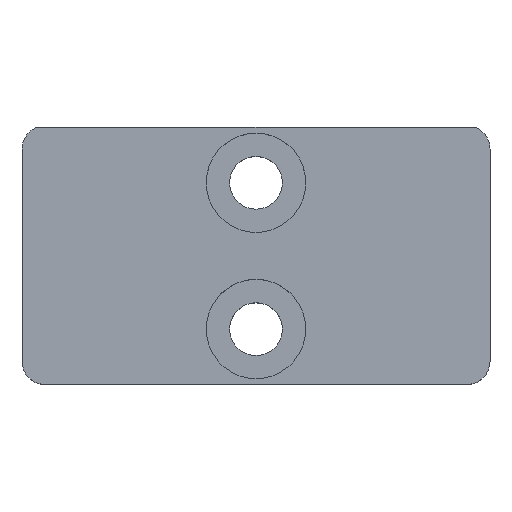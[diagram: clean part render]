
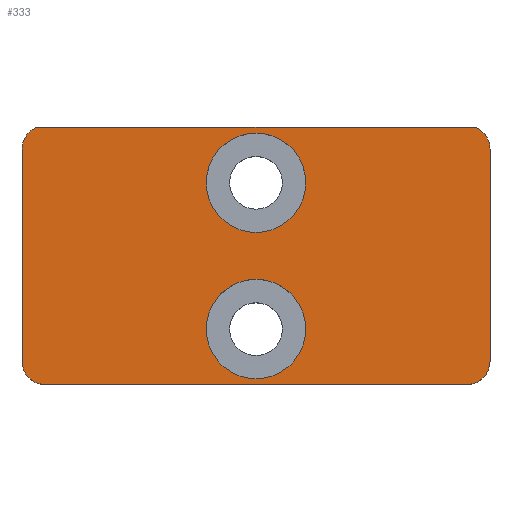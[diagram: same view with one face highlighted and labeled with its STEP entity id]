
A CAD part, top view. The second image highlights one B-rep face of the part: STEP entity #333.
In plain terms, the highlighted planar face has unit normal (0, 0, 1).
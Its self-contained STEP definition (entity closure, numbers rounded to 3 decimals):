
#40=FACE_BOUND('',#98,.T.);
#41=FACE_BOUND('',#99,.T.);
#45=ELLIPSE('',#349,2.02,2.);
#47=ELLIPSE('',#354,2.02,2.);
#55=PLANE('',#370);
#72=FACE_OUTER_BOUND('',#97,.T.);
#97=EDGE_LOOP('',(#296,#297,#298,#299,#300,#301,#302,#303));
#98=EDGE_LOOP('',(#304));
#99=EDGE_LOOP('',(#305));
#105=LINE('',#502,#136);
#113=LINE('',#533,#144);
#116=LINE('',#544,#147);
#117=LINE('',#564,#148);
#136=VECTOR('',#390,36.);
#144=VECTOR('',#420,37.466);
#147=VECTOR('',#435,18.121);
#148=VECTOR('',#462,18.121);
#163=CIRCLE('',#338,2.);
#168=CIRCLE('',#356,2.);
#170=CIRCLE('',#360,4.25);
#173=CIRCLE('',#365,4.25);
#179=VERTEX_POINT('',#489);
#180=VERTEX_POINT('',#490);
#184=VERTEX_POINT('',#500);
#192=VERTEX_POINT('',#520);
#194=VERTEX_POINT('',#524);
#196=VERTEX_POINT('',#532);
#197=VERTEX_POINT('',#536);
#198=VERTEX_POINT('',#540);
#200=VERTEX_POINT('',#548);
#203=VERTEX_POINT('',#556);
#205=EDGE_CURVE('',#179,#180,#163,.T.);
#211=EDGE_CURVE('',#184,#179,#105,.T.);
#223=EDGE_CURVE('',#194,#192,#45,.T.);
#226=EDGE_CURVE('',#196,#192,#113,.T.);
#228=EDGE_CURVE('',#196,#197,#47,.T.);
#231=EDGE_CURVE('',#198,#184,#168,.T.);
#232=EDGE_CURVE('',#180,#194,#116,.T.);
#234=EDGE_CURVE('',#200,#200,#170,.T.);
#237=EDGE_CURVE('',#203,#203,#173,.T.);
#239=EDGE_CURVE('',#197,#198,#117,.T.);
#296=ORIENTED_EDGE('',*,*,#205,.F.);
#297=ORIENTED_EDGE('',*,*,#211,.F.);
#298=ORIENTED_EDGE('',*,*,#231,.F.);
#299=ORIENTED_EDGE('',*,*,#239,.F.);
#300=ORIENTED_EDGE('',*,*,#228,.F.);
#301=ORIENTED_EDGE('',*,*,#226,.T.);
#302=ORIENTED_EDGE('',*,*,#223,.F.);
#303=ORIENTED_EDGE('',*,*,#232,.F.);
#304=ORIENTED_EDGE('',*,*,#234,.T.);
#305=ORIENTED_EDGE('',*,*,#237,.T.);
#333=ADVANCED_FACE('',(#72,#40,#41),#55,.T.);
#338=AXIS2_PLACEMENT_3D('',#491,#380,#381);
#349=AXIS2_PLACEMENT_3D('',#526,#412,#413);
#354=AXIS2_PLACEMENT_3D('',#537,#425,#426);
#356=AXIS2_PLACEMENT_3D('',#542,#431,#432);
#360=AXIS2_PLACEMENT_3D('',#549,#440,#441);
#365=AXIS2_PLACEMENT_3D('',#557,#450,#451);
#370=AXIS2_PLACEMENT_3D('',#563,#460,#461);
#380=DIRECTION('center_axis',(0.,0.,-1.));
#381=DIRECTION('ref_axis',(-0.707,-0.707,0.));
#390=DIRECTION('',(-1.,0.,0.));
#412=DIRECTION('center_axis',(0.,0.,-1.));
#413=DIRECTION('ref_axis',(0.,1.,0.));
#420=DIRECTION('',(-1.,0.,0.));
#425=DIRECTION('center_axis',(0.,0.,-1.));
#426=DIRECTION('ref_axis',(0.,1.,0.));
#431=DIRECTION('center_axis',(0.,0.,-1.));
#432=DIRECTION('ref_axis',(0.707,-0.707,0.));
#435=DIRECTION('',(0.,1.,0.));
#440=DIRECTION('center_axis',(0.,0.,-1.));
#441=DIRECTION('ref_axis',(-1.,0.,0.));
#450=DIRECTION('center_axis',(0.,0.,-1.));
#451=DIRECTION('ref_axis',(-1.,0.,0.));
#460=DIRECTION('center_axis',(0.,0.,1.));
#461=DIRECTION('ref_axis',(0.,-1.,0.));
#462=DIRECTION('',(0.,-1.,0.));
#489=CARTESIAN_POINT('',(-18.,-11.,11.));
#490=CARTESIAN_POINT('',(-20.,-9.,11.));
#491=CARTESIAN_POINT('Origin',(-18.,-9.,11.));
#500=CARTESIAN_POINT('',(18.,-11.,11.));
#502=CARTESIAN_POINT('',(0.,-11.,11.));
#520=CARTESIAN_POINT('',(-18.733,11.,11.));
#524=CARTESIAN_POINT('',(-20.,9.121,11.));
#526=CARTESIAN_POINT('Origin',(-18.,9.121,11.));
#532=CARTESIAN_POINT('',(18.733,11.,11.));
#533=CARTESIAN_POINT('',(0.,11.,11.));
#536=CARTESIAN_POINT('',(20.,9.121,11.));
#537=CARTESIAN_POINT('Origin',(18.,9.121,11.));
#540=CARTESIAN_POINT('',(20.,-9.,11.));
#542=CARTESIAN_POINT('Origin',(18.,-9.,11.));
#544=CARTESIAN_POINT('',(-20.,-11.,11.));
#548=CARTESIAN_POINT('',(4.25,6.25,11.));
#549=CARTESIAN_POINT('Origin',(0.,6.25,11.));
#556=CARTESIAN_POINT('',(4.25,-6.25,11.));
#557=CARTESIAN_POINT('Origin',(0.,-6.25,11.));
#563=CARTESIAN_POINT('Origin',(0.,11.,11.));
#564=CARTESIAN_POINT('',(20.,-11.,11.));
